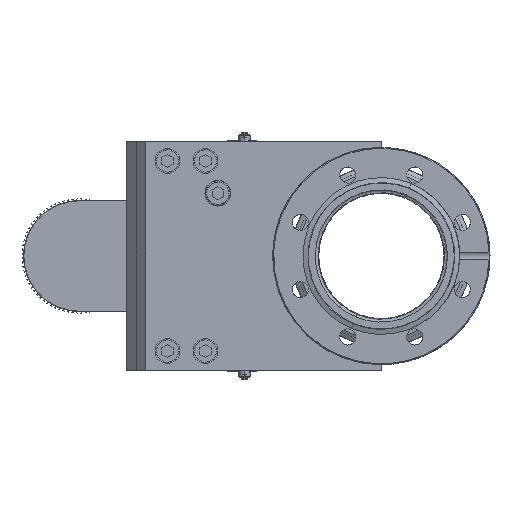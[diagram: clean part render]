
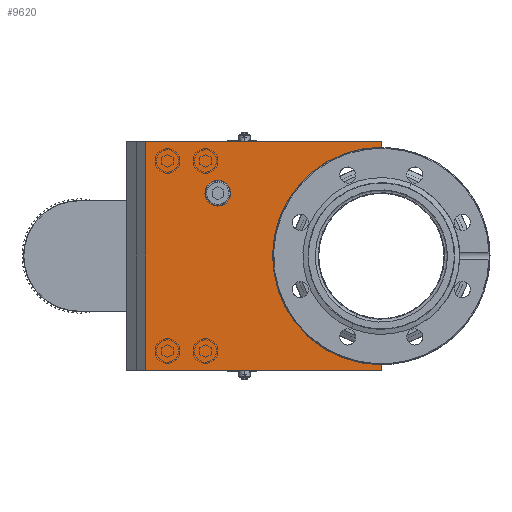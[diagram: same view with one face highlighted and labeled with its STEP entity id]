
A CAD part, left-side view. The second image highlights one B-rep face of the part: STEP entity #9620.
In plain terms, the highlighted face is planar.
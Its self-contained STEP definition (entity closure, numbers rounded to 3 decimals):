
#298 = CARTESIAN_POINT ( 'NONE',  ( 57.2, 0., 16. ) ) ;
#666 = EDGE_CURVE ( 'NONE', #17018, #53916, #12298, .T. ) ;
#702 = ORIENTED_EDGE ( 'NONE', *, *, #57268, .T. ) ;
#4484 = DIRECTION ( 'NONE',  ( -1., 0., 0. ) ) ;
#5835 = LINE ( 'NONE', #22765, #53381 ) ;
#6556 = VERTEX_POINT ( 'NONE', #36570 ) ;
#8355 = FACE_BOUND ( 'NONE', #8528, .T. ) ;
#8528 = EDGE_LOOP ( 'NONE', ( #13376, #702 ) ) ;
#9620 = ADVANCED_FACE ( 'NONE', ( #57328, #8355 ), #21057, .F. ) ;
#9854 = CARTESIAN_POINT ( 'NONE',  ( -57.2, 0., 16. ) ) ;
#11833 = CARTESIAN_POINT ( 'NONE',  ( -60., -129., 16. ) ) ;
#11991 = DIRECTION ( 'NONE',  ( 0., 0., -1. ) ) ;
#12298 = CIRCLE ( 'NONE', #50722, 57.2 ) ;
#13376 = ORIENTED_EDGE ( 'NONE', *, *, #58216, .T. ) ;
#13493 = VECTOR ( 'NONE', #17517, 1000. ) ;
#13994 = EDGE_CURVE ( 'NONE', #59561, #6556, #52961, .T. ) ;
#14396 = CARTESIAN_POINT ( 'NONE',  ( -60., -124., 16. ) ) ;
#15033 = EDGE_LOOP ( 'NONE', ( #42873, #23372, #51212, #59670, #40156, #49421 ) ) ;
#15683 = CIRCLE ( 'NONE', #29603, 6.75 ) ;
#16045 = CARTESIAN_POINT ( 'NONE',  ( -60., 0., 16. ) ) ;
#16199 = EDGE_CURVE ( 'NONE', #53916, #49409, #25737, .T. ) ;
#16200 = DIRECTION ( 'NONE',  ( 0., 0., -1. ) ) ;
#17018 = VERTEX_POINT ( 'NONE', #298 ) ;
#17298 = CARTESIAN_POINT ( 'NONE',  ( -39.75, -86., 16. ) ) ;
#17517 = DIRECTION ( 'NONE',  ( -1., 0., 0. ) ) ;
#17656 = LINE ( 'NONE', #49933, #52884 ) ;
#17722 = VECTOR ( 'NONE', #54921, 1000. ) ;
#17928 = CARTESIAN_POINT ( 'NONE',  ( 60., -129., 16. ) ) ;
#21057 = PLANE ( 'NONE',  #46392 ) ;
#22059 = VERTEX_POINT ( 'NONE', #37492 ) ;
#22708 = CARTESIAN_POINT ( 'NONE',  ( -33., -86., 16. ) ) ;
#22765 = CARTESIAN_POINT ( 'NONE',  ( 57.2, 0., 16. ) ) ;
#23372 = ORIENTED_EDGE ( 'NONE', *, *, #13994, .T. ) ;
#24655 = CARTESIAN_POINT ( 'NONE',  ( 0., 0., 16. ) ) ;
#25737 = LINE ( 'NONE', #49658, #13493 ) ;
#26723 = CIRCLE ( 'NONE', #54950, 6.75 ) ;
#27056 = DIRECTION ( 'NONE',  ( 1., 0., 0. ) ) ;
#27379 = DIRECTION ( 'NONE',  ( 1., 0., 0. ) ) ;
#29322 = DIRECTION ( 'NONE',  ( 1., 0., 0. ) ) ;
#29603 = AXIS2_PLACEMENT_3D ( 'NONE', #22708, #54911, #27379 ) ;
#31383 = VERTEX_POINT ( 'NONE', #17298 ) ;
#31906 = CARTESIAN_POINT ( 'NONE',  ( 60., -124., 16. ) ) ;
#35634 = EDGE_CURVE ( 'NONE', #49689, #59561, #17656, .T. ) ;
#36570 = CARTESIAN_POINT ( 'NONE',  ( 60., 0., 16. ) ) ;
#37055 = LINE ( 'NONE', #11833, #47827 ) ;
#37492 = CARTESIAN_POINT ( 'NONE',  ( -26.25, -86., 16. ) ) ;
#39598 = CARTESIAN_POINT ( 'NONE',  ( 0., 0., 16. ) ) ;
#40156 = ORIENTED_EDGE ( 'NONE', *, *, #16199, .T. ) ;
#41811 = EDGE_CURVE ( 'NONE', #49409, #49689, #37055, .T. ) ;
#42873 = ORIENTED_EDGE ( 'NONE', *, *, #35634, .T. ) ;
#43731 = CARTESIAN_POINT ( 'NONE',  ( -33., -86., 16. ) ) ;
#44187 = DIRECTION ( 'NONE',  ( -1., 0., 0. ) ) ;
#44909 = EDGE_CURVE ( 'NONE', #6556, #17018, #5835, .T. ) ;
#46392 = AXIS2_PLACEMENT_3D ( 'NONE', #39598, #11991, #44187 ) ;
#47827 = VECTOR ( 'NONE', #48621, 1000. ) ;
#48355 = DIRECTION ( 'NONE',  ( 1., 0., 0. ) ) ;
#48621 = DIRECTION ( 'NONE',  ( 0., -1., 0. ) ) ;
#49409 = VERTEX_POINT ( 'NONE', #16045 ) ;
#49421 = ORIENTED_EDGE ( 'NONE', *, *, #41811, .T. ) ;
#49658 = CARTESIAN_POINT ( 'NONE',  ( -60., 0., 16. ) ) ;
#49689 = VERTEX_POINT ( 'NONE', #14396 ) ;
#49933 = CARTESIAN_POINT ( 'NONE',  ( 0., -124., 16. ) ) ;
#50722 = AXIS2_PLACEMENT_3D ( 'NONE', #24655, #56868, #29322 ) ;
#51212 = ORIENTED_EDGE ( 'NONE', *, *, #44909, .T. ) ;
#52884 = VECTOR ( 'NONE', #27056, 1000. ) ;
#52961 = LINE ( 'NONE', #17928, #17722 ) ;
#53381 = VECTOR ( 'NONE', #4484, 1000. ) ;
#53916 = VERTEX_POINT ( 'NONE', #9854 ) ;
#54911 = DIRECTION ( 'NONE',  ( 0., 0., -1. ) ) ;
#54921 = DIRECTION ( 'NONE',  ( 0., 1., 0. ) ) ;
#54950 = AXIS2_PLACEMENT_3D ( 'NONE', #43731, #16200, #48355 ) ;
#56868 = DIRECTION ( 'NONE',  ( 0., 0., -1. ) ) ;
#57268 = EDGE_CURVE ( 'NONE', #31383, #22059, #26723, .T. ) ;
#57328 = FACE_OUTER_BOUND ( 'NONE', #15033, .T. ) ;
#58216 = EDGE_CURVE ( 'NONE', #22059, #31383, #15683, .T. ) ;
#59561 = VERTEX_POINT ( 'NONE', #31906 ) ;
#59670 = ORIENTED_EDGE ( 'NONE', *, *, #666, .T. ) ;
